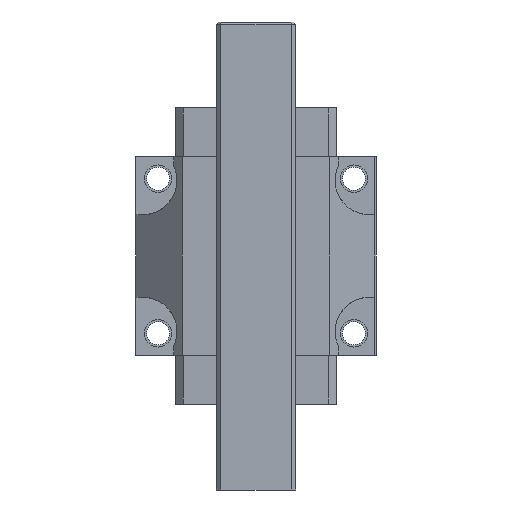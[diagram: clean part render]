
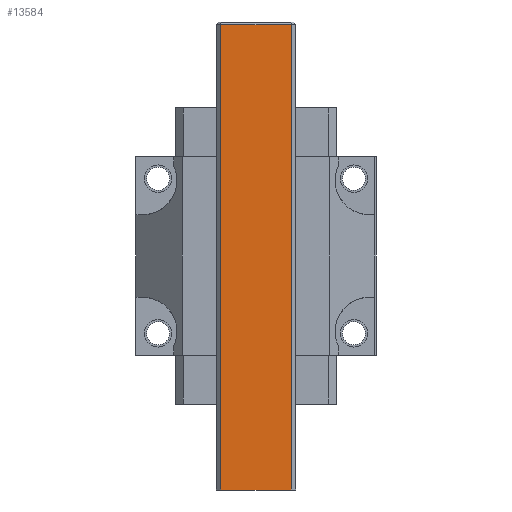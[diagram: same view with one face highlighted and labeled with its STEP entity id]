
A CAD part, front view. The second image highlights one B-rep face of the part: STEP entity #13584.
In plain terms, the highlighted planar face has unit normal (0, -1, 0).
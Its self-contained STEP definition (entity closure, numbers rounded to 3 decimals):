
#12545=DIRECTION('',(1.,0.,0.));
#12546=VECTOR('',#12545,20.6);
#12547=CARTESIAN_POINT('',(-10.3,-14.6,-68.1));
#12548=LINE('',#12547,#12546);
#12818=DIRECTION('',(1.,0.,0.));
#12819=VECTOR('',#12818,20.6);
#12820=CARTESIAN_POINT('',(-10.3,-14.6,67.234));
#12821=LINE('',#12820,#12819);
#12822=DIRECTION('',(0.,0.,1.));
#12823=VECTOR('',#12822,135.334);
#12824=CARTESIAN_POINT('',(-10.3,-14.6,-68.1));
#12825=LINE('',#12824,#12823);
#12830=DIRECTION('',(0.,0.,1.));
#12831=VECTOR('',#12830,135.334);
#12832=CARTESIAN_POINT('',(10.3,-14.6,-68.1));
#12833=LINE('',#12832,#12831);
#13016=CARTESIAN_POINT('',(-10.3,-14.6,-68.1));
#13017=VERTEX_POINT('',#13016);
#13018=CARTESIAN_POINT('',(10.3,-14.6,-68.1));
#13019=VERTEX_POINT('',#13018);
#13080=CARTESIAN_POINT('',(10.3,-14.6,67.234));
#13081=VERTEX_POINT('',#13080);
#13084=CARTESIAN_POINT('',(-10.3,-14.6,67.234));
#13085=VERTEX_POINT('',#13084);
#13572=CARTESIAN_POINT('',(-10.3,-14.6,-68.1));
#13573=DIRECTION('',(0.,-1.,0.));
#13574=DIRECTION('',(1.,0.,0.));
#13575=AXIS2_PLACEMENT_3D('',#13572,#13573,#13574);
#13576=PLANE('',#13575);
#13577=ORIENTED_EDGE('',*,*,#13563,.T.);
#13579=ORIENTED_EDGE('',*,*,#13578,.F.);
#13580=ORIENTED_EDGE('',*,*,#13165,.F.);
#13581=ORIENTED_EDGE('',*,*,#13538,.T.);
#13582=EDGE_LOOP('',(#13577,#13579,#13580,#13581));
#13583=FACE_OUTER_BOUND('',#13582,.F.);
#13165=EDGE_CURVE('',#13017,#13019,#12548,.T.);
#13538=EDGE_CURVE('',#13017,#13085,#12825,.T.);
#13563=EDGE_CURVE('',#13085,#13081,#12821,.T.);
#13578=EDGE_CURVE('',#13019,#13081,#12833,.T.);
#13584=ADVANCED_FACE('',(#13583),#13576,.T.);
